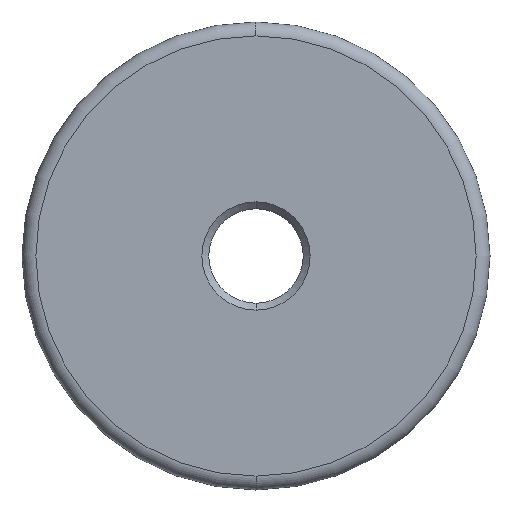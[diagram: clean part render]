
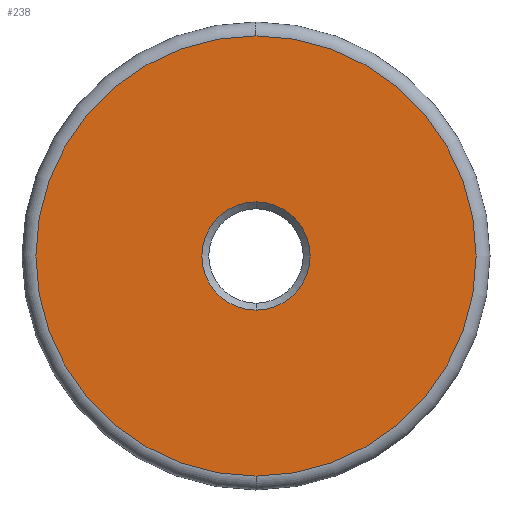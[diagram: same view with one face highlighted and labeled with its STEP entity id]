
A CAD part, left-side view. The second image highlights one B-rep face of the part: STEP entity #238.
In plain terms, the highlighted planar face has unit normal (-1, 0, 0).
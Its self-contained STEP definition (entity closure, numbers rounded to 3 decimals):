
#238 = ADVANCED_FACE ( 'NONE', ( #1032, #5017 ), #3715, .F. ) ;
#405 = EDGE_CURVE ( 'NONE', #14315, #17110, #2422, .T. ) ;
#812 = CIRCLE ( 'NONE', #4119, 15.85 ) ;
#961 = CIRCLE ( 'NONE', #2061, 15.85 ) ;
#1032 = FACE_BOUND ( 'NONE', #7954, .T. ) ;
#2061 = AXIS2_PLACEMENT_3D ( 'NONE', #6195, #14640, #6694 ) ;
#2250 = VERTEX_POINT ( 'NONE', #11034 ) ;
#2422 = CIRCLE ( 'NONE', #10166, 3.9 ) ;
#2827 = ORIENTED_EDGE ( 'NONE', *, *, #12044, .T. ) ;
#2950 = DIRECTION ( 'NONE',  ( -1., 0., 0. ) ) ;
#3124 = CARTESIAN_POINT ( 'NONE',  ( 8.684, 0., 0. ) ) ;
#3233 = DIRECTION ( 'NONE',  ( 0., 0., -1. ) ) ;
#3666 = AXIS2_PLACEMENT_3D ( 'NONE', #6169, #4854, #6085 ) ;
#3715 = PLANE ( 'NONE',  #9622 ) ;
#4119 = AXIS2_PLACEMENT_3D ( 'NONE', #3124, #2950, #11085 ) ;
#4854 = DIRECTION ( 'NONE',  ( 1., 0., 0. ) ) ;
#5017 = FACE_OUTER_BOUND ( 'NONE', #15205, .T. ) ;
#5451 = CARTESIAN_POINT ( 'NONE',  ( 8.684, 0., 0. ) ) ;
#5607 = CIRCLE ( 'NONE', #3666, 3.9 ) ;
#6085 = DIRECTION ( 'NONE',  ( 0., 0., -1. ) ) ;
#6169 = CARTESIAN_POINT ( 'NONE',  ( 8.684, 0., 0. ) ) ;
#6195 = CARTESIAN_POINT ( 'NONE',  ( 8.684, 0., 0. ) ) ;
#6694 = DIRECTION ( 'NONE',  ( 0., 0., -1. ) ) ;
#7711 = EDGE_CURVE ( 'NONE', #2250, #16584, #812, .T. ) ;
#7786 = DIRECTION ( 'NONE',  ( 0., 0., -1. ) ) ;
#7954 = EDGE_LOOP ( 'NONE', ( #13526, #2827 ) ) ;
#8734 = CARTESIAN_POINT ( 'NONE',  ( 8.684, 0., 15.85 ) ) ;
#9004 = CARTESIAN_POINT ( 'NONE',  ( 8.684, 0., 0. ) ) ;
#9622 = AXIS2_PLACEMENT_3D ( 'NONE', #9004, #14271, #3233 ) ;
#9685 = ORIENTED_EDGE ( 'NONE', *, *, #17007, .T. ) ;
#10166 = AXIS2_PLACEMENT_3D ( 'NONE', #5451, #15657, #7786 ) ;
#10662 = CARTESIAN_POINT ( 'NONE',  ( 8.684, 0., -3.9 ) ) ;
#11034 = CARTESIAN_POINT ( 'NONE',  ( 8.684, 0., -15.85 ) ) ;
#11085 = DIRECTION ( 'NONE',  ( 0., 0., -1. ) ) ;
#12044 = EDGE_CURVE ( 'NONE', #17110, #14315, #5607, .T. ) ;
#12571 = ORIENTED_EDGE ( 'NONE', *, *, #7711, .T. ) ;
#13526 = ORIENTED_EDGE ( 'NONE', *, *, #405, .T. ) ;
#13604 = CARTESIAN_POINT ( 'NONE',  ( 8.684, 0., 3.9 ) ) ;
#14271 = DIRECTION ( 'NONE',  ( 1., 0., 0. ) ) ;
#14315 = VERTEX_POINT ( 'NONE', #13604 ) ;
#14640 = DIRECTION ( 'NONE',  ( -1., 0., 0. ) ) ;
#15205 = EDGE_LOOP ( 'NONE', ( #12571, #9685 ) ) ;
#15657 = DIRECTION ( 'NONE',  ( 1., 0., 0. ) ) ;
#16584 = VERTEX_POINT ( 'NONE', #8734 ) ;
#17007 = EDGE_CURVE ( 'NONE', #16584, #2250, #961, .T. ) ;
#17110 = VERTEX_POINT ( 'NONE', #10662 ) ;
